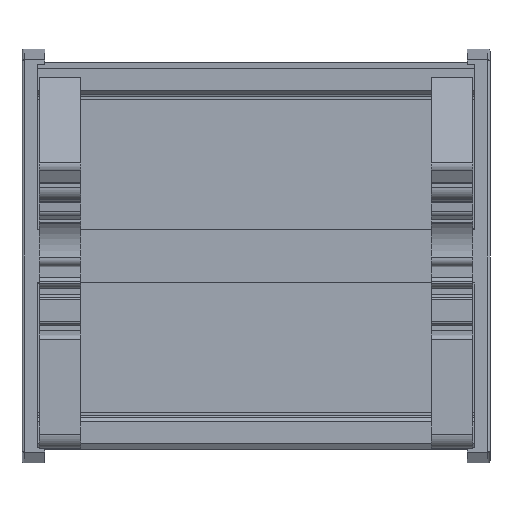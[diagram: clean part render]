
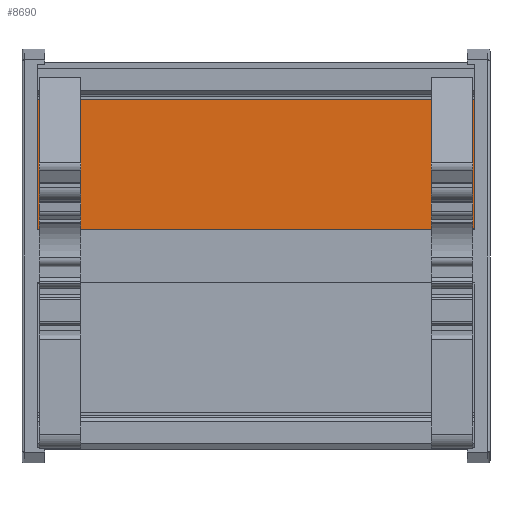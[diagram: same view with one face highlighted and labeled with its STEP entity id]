
A CAD part, front view. The second image highlights one B-rep face of the part: STEP entity #8690.
In plain terms, the highlighted planar face has unit normal (0, -1, 0).
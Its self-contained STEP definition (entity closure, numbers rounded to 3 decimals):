
#8634=CARTESIAN_POINT('',(-530.109,-523.966,97.2));
#8635=VERTEX_POINT('',#8634);
#8642=CARTESIAN_POINT('',(-530.109,-523.966,0.0));
#8643=VERTEX_POINT('',#8642);
#8644=CARTESIAN_POINT('',(-530.109,-523.966,0.0));
#8645=DIRECTION('',(0.0,0.0,1.0));
#8646=VECTOR('',#8645,97.2);
#8647=LINE('',#8644,#8646);
#8648=EDGE_CURVE('',#8643,#8635,#8647,.T.);
#8660=CARTESIAN_POINT('',(-530.109,-523.966,0.0));
#8661=DIRECTION('',(0.0,-1.0,0.0));
#8662=DIRECTION('',(0.0,0.0,-1.0));
#8663=AXIS2_PLACEMENT_3D('',#8660,#8661,#8662);
#8664=PLANE('',#8663);
#8665=CARTESIAN_POINT('',(-558.93,-523.966,97.2));
#8666=VERTEX_POINT('',#8665);
#8667=CARTESIAN_POINT('',(-530.109,-523.966,97.2));
#8668=DIRECTION('',(-1.0,0.0,0.0));
#8669=VECTOR('',#8668,28.821);
#8670=LINE('',#8667,#8669);
#8671=EDGE_CURVE('',#8635,#8666,#8670,.T.);
#8672=ORIENTED_EDGE('',*,*,#8671,.T.);
#8673=CARTESIAN_POINT('',(-558.93,-523.966,0.0));
#8674=VERTEX_POINT('',#8673);
#8675=CARTESIAN_POINT('',(-558.93,-523.966,0.0));
#8676=DIRECTION('',(0.0,0.0,1.0));
#8677=VECTOR('',#8676,97.2);
#8678=LINE('',#8675,#8677);
#8679=EDGE_CURVE('',#8674,#8666,#8678,.T.);
#8680=ORIENTED_EDGE('',*,*,#8679,.F.);
#8681=CARTESIAN_POINT('',(-558.93,-523.966,0.0));
#8682=DIRECTION('',(1.0,0.0,0.0));
#8683=VECTOR('',#8682,28.821);
#8684=LINE('',#8681,#8683);
#8685=EDGE_CURVE('',#8674,#8643,#8684,.T.);
#8686=ORIENTED_EDGE('',*,*,#8685,.T.);
#8687=ORIENTED_EDGE('',*,*,#8648,.T.);
#8688=EDGE_LOOP('',(#8672,#8680,#8686,#8687));
#8689=FACE_OUTER_BOUND('',#8688,.T.);
#8690=ADVANCED_FACE('',(#8689),#8664,.T.);
